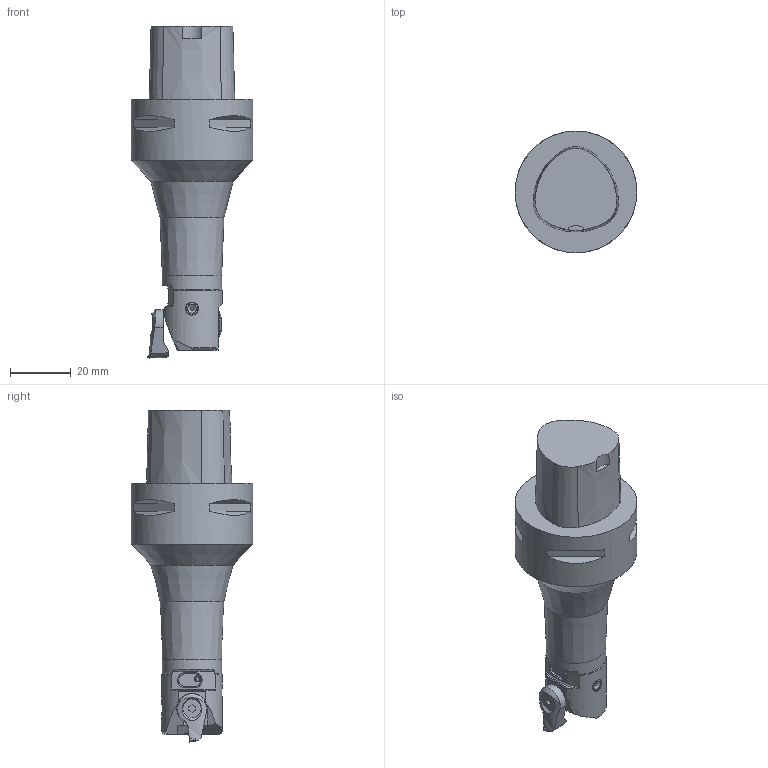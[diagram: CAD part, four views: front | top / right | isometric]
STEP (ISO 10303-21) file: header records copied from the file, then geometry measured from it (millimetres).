
FILE_DESCRIPTION(/* description */ (''),/* implementation_level */ '2;1');
FILE_NAME(/* name */ '1566808675554.stp',/* time_stamp */ '2019-08-26T10:38:02+02:00',/* author */ (''),/* organization */ ('SMS'),/* preprocessor_version */ 'ST-DEVELOPER v16.7',/* originating_system */ 'SIEMENS PLM Software NX 12.0',/* authorisation */ '');
FILE_SCHEMA (('AUTOMOTIVE_DESIGN { 1 0 10303 214 3 1 1 1 }'));
Length unit declared in the file: millimetre
Products named in the file (7): IsoTurningInsert; ASSEMBLY_CONSTRUCTION; 202058078mod000_00; 111165964mod000_01; 111168681mod000_01; 111164936mod000_01
Assembly tree (6 placements, depth 3):
  111164936mod000_01
    111168681mod000_01
      202058078mod000_00
      ASSEMBLY_CONSTRUCTION
      IsoTurningInsert
    111165964mod000_01
    ASSEMBLY_CONSTRUCTION
Bounding box: 40 x 40 x 109 mm (x, y, z)
Volume: 63533.4 mm3; surface area: 12414.9 mm2
Topology: 4 solids, 5 shells, 384 faces, 1045 edges, 702 vertices
Faces by surface type: plane 311, cone 31, cylinder 31, torus 8, sphere 2, bspline 1
Full cylindrical faces by diameter (mm): 1 x1, 2 x1, 2.1 x1, 2.2 x2, 2.4 x1, 4 x3, 4.015 x1, 4.2 x1, 4.25 x1, 4.506 x1, 5 x1, 6 x1, 10 x2, 19.47 x1, 40 x1
Entity records: 12559 total; most frequent: CARTESIAN_POINT 2745, ORIENTED_EDGE 1974, DIRECTION 1953, EDGE_CURVE 987, LINE 675, VECTOR 675, VERTEX_POINT 671, AXIS2_PLACEMENT_3D 639
